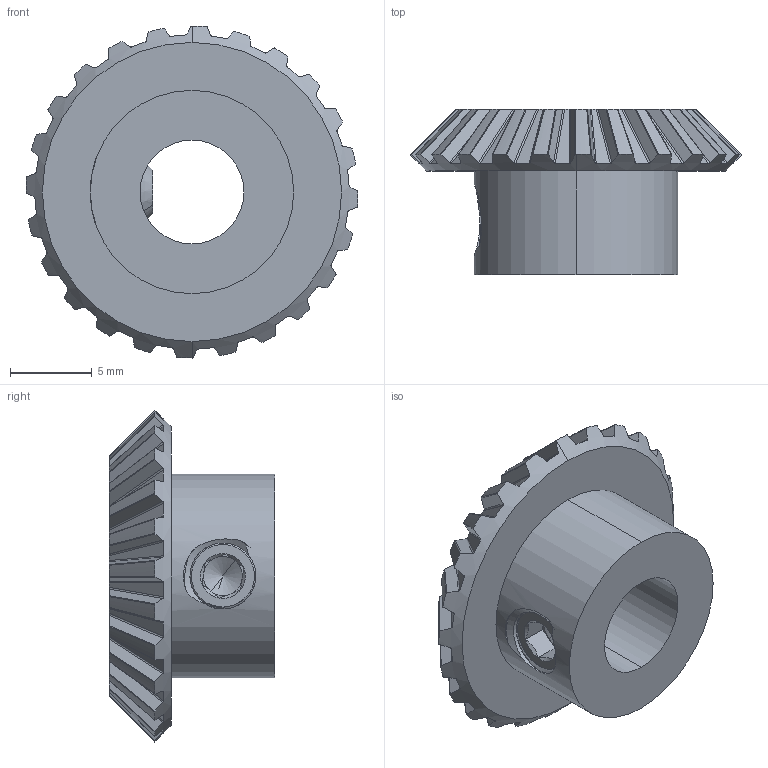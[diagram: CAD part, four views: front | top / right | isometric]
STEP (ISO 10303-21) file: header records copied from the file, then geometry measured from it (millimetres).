
FILE_DESCRIPTION (( 'STEP AP203' ), '1' );
FILE_NAME ('615398 assembly.STEP', '2016-10-04T20:30:28', ( '' ), ( '' ), 'SwSTEP 2.0', 'SolidWorks 2014', '' );
FILE_SCHEMA (( 'CONFIG_CONTROL_DESIGN' ));
Length unit declared in the file: inch
Products named in the file (3): 632134_91375A436; 615398 assembly; 615398
Assembly tree (2 placements, depth 2):
  615398 assembly
    615398
    632134_91375A436
Bounding box: 20.32 x 10.13 x 20.32 mm (x, y, z)
Volume: 1323.6 mm3; surface area: 1328.2 mm2
Topology: 2 solids, 2 shells, 274 faces, 786 edges, 514 vertices
Faces by surface type: bspline 105, cone 67, plane 64, cylinder 38
Entity records: 18832 total; most frequent: CARTESIAN_POINT 12765, ORIENTED_EDGE 1564, EDGE_CURVE 782, DIRECTION 738, VERTEX_POINT 514, B_SPLINE_CURVE_WITH_KNOTS 419, EDGE_LOOP 280, AXIS2_PLACEMENT_3D 279
